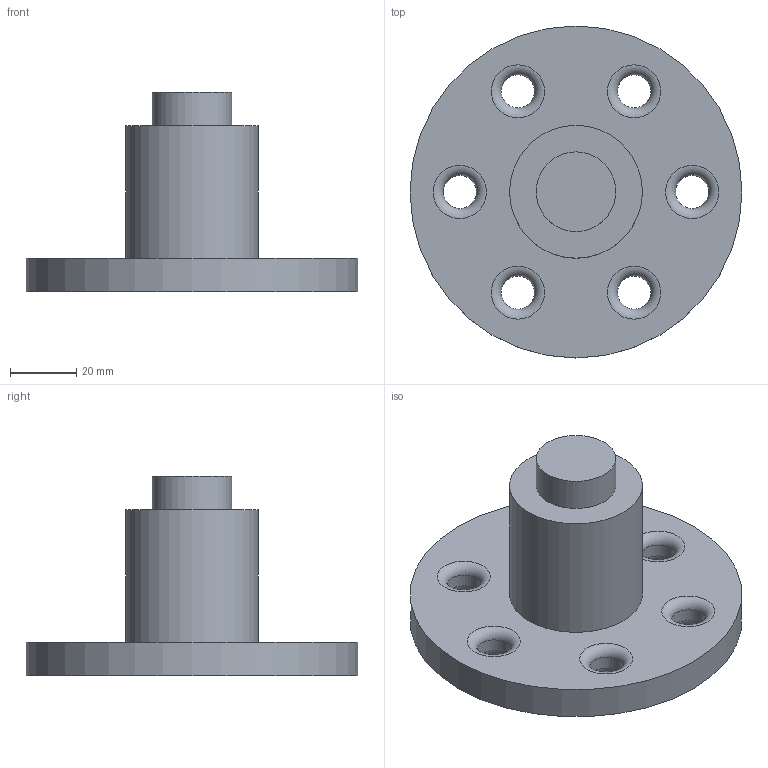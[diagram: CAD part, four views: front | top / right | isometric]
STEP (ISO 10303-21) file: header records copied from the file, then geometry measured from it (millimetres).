
FILE_DESCRIPTION(('Open CASCADE Model'),'2;1');
FILE_NAME('Open CASCADE Shape Model','2024-07-25T14:05:25',('Author'),( 'Open CASCADE'),'Open CASCADE STEP processor 7.7','Open CASCADE 7.7' ,'Unknown');
FILE_SCHEMA(('AUTOMOTIVE_DESIGN { 1 0 10303 214 1 1 1 1 }'));
Length unit declared in the file: millimetre
Products named in the file (1): Open CASCADE STEP translator 7.7 4
Bounding box: 100 x 100 x 60 mm (x, y, z)
Volume: 127791.1 mm3; surface area: 25135.2 mm2
Topology: 1 solids, 1 shells, 25 faces, 51 edges, 30 vertices
Faces by surface type: torus 12, cylinder 9, plane 4
Full cylindrical faces by diameter (mm): 10 x6, 24 x1, 40 x1, 100 x1
Entity records: 1380 total; most frequent: CARTESIAN_POINT 305, DIRECTION 211, ORIENTED_EDGE 102, PCURVE 102, DEFINITIONAL_REPRESENTATION 102, LINE 69, VECTOR 69, AXIS2_PLACEMENT_3D 68
